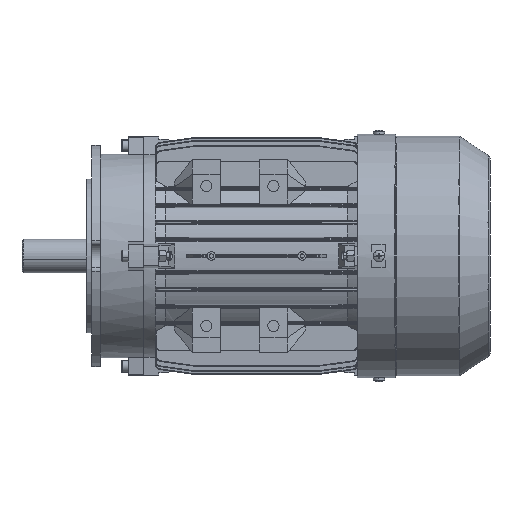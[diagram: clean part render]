
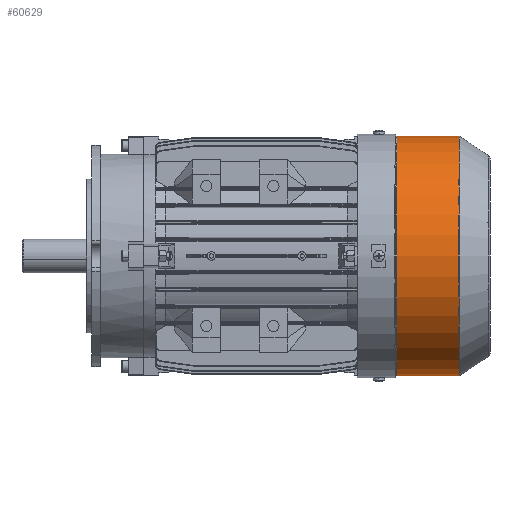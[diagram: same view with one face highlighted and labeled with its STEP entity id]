
A CAD part, front view. The second image highlights one B-rep face of the part: STEP entity #60629.
In plain terms, the highlighted cylindrical face has radius 85.8 mm (diameter 171.6 mm), a partial arc.
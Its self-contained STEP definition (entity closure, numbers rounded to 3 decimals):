
#4216 = VERTEX_POINT ( 'NONE', #12258 ) ;
#4528 = VERTEX_POINT ( 'NONE', #12998 ) ;
#4913 = VERTEX_POINT ( 'NONE', #13552 ) ;
#4974 = EDGE_CURVE ( 'NONE', #4983, #4528, #13616, .T. ) ;
#4978 = EDGE_CURVE ( 'NONE', #4913, #4216, #13612, .T. ) ;
#4983 = VERTEX_POINT ( 'NONE', #13667 ) ;
#12258 = CARTESIAN_POINT ( 'NONE',  ( 28.25, 0., 85.8 ) ) ;
#12998 = CARTESIAN_POINT ( 'NONE',  ( 28.25, 0., -85.8 ) ) ;
#13552 = CARTESIAN_POINT ( 'NONE',  ( 73., 0., 85.8 ) ) ;
#13609 = DIRECTION ( 'NONE',  ( -1., 0., 0. ) ) ;
#13610 = VECTOR ( 'NONE', #13609, 1000. ) ;
#13611 = CARTESIAN_POINT ( 'NONE',  ( 0., 0., 85.8 ) ) ;
#13612 = LINE ( 'NONE', #13611, #13610 ) ;
#13613 = DIRECTION ( 'NONE',  ( -1., 0., 0. ) ) ;
#13614 = VECTOR ( 'NONE', #13613, 1000. ) ;
#13615 = CARTESIAN_POINT ( 'NONE',  ( 0., 0., -85.8 ) ) ;
#13616 = LINE ( 'NONE', #13615, #13614 ) ;
#13667 = CARTESIAN_POINT ( 'NONE',  ( 73., 0., -85.8 ) ) ;
#15337 = DIRECTION ( 'NONE',  ( 0., 0., 1. ) ) ;
#15338 = DIRECTION ( 'NONE',  ( -1., 0., 0. ) ) ;
#15339 = CARTESIAN_POINT ( 'NONE',  ( 73., 0., 0. ) ) ;
#15340 = AXIS2_PLACEMENT_3D ( 'NONE', #15339, #15338, #15337 ) ;
#15341 = CIRCLE ( 'NONE', #15340, 85.8 ) ;
#15342 = DIRECTION ( 'NONE',  ( 0., 0., 1. ) ) ;
#15343 = DIRECTION ( 'NONE',  ( -1., 0., 0. ) ) ;
#15344 = CARTESIAN_POINT ( 'NONE',  ( 28.25, 0., 0. ) ) ;
#15345 = AXIS2_PLACEMENT_3D ( 'NONE', #15344, #15343, #15342 ) ;
#15346 = CIRCLE ( 'NONE', #15345, 85.8 ) ;
#15347 = DIRECTION ( 'NONE',  ( 0., 0., 1. ) ) ;
#15348 = DIRECTION ( 'NONE',  ( -1., 0., 0. ) ) ;
#15349 = CARTESIAN_POINT ( 'NONE',  ( 0., 0., 0. ) ) ;
#15350 = AXIS2_PLACEMENT_3D ( 'NONE', #15349, #15348, #15347 ) ;
#15351 = CYLINDRICAL_SURFACE ( 'NONE', #15350, 85.8 ) ;
#15352 = FACE_OUTER_BOUND ( 'NONE', #60513, .T. ) ;
#60469 = ORIENTED_EDGE ( 'NONE', *, *, #60670, .T. ) ;
#60513 = EDGE_LOOP ( 'NONE', ( #60592, #60469, #60623, #60639 ) ) ;
#60592 = ORIENTED_EDGE ( 'NONE', *, *, #4974, .F. ) ;
#60623 = ORIENTED_EDGE ( 'NONE', *, *, #4978, .T. ) ;
#60629 = ADVANCED_FACE ( 'NONE', ( #15352 ), #15351, .T. ) ;
#60639 = ORIENTED_EDGE ( 'NONE', *, *, #60642, .F. ) ;
#60642 = EDGE_CURVE ( 'NONE', #4528, #4216, #15346, .T. ) ;
#60670 = EDGE_CURVE ( 'NONE', #4983, #4913, #15341, .T. ) ;
